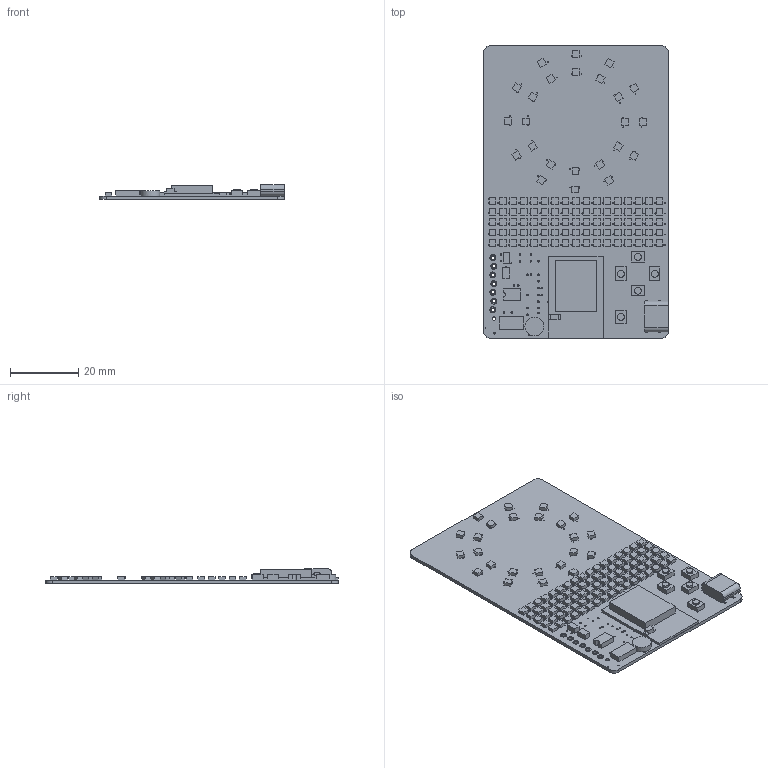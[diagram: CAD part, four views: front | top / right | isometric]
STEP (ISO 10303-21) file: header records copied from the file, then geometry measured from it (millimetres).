
FILE_DESCRIPTION(/* description */ (''),/* implementation_level */ '2;1');
FILE_NAME(/* name */ 'pcb.step',/* time_stamp */ '2021-10-10T13:19:53-05:00',/* author */ (''),/* organization */ (''),/* preprocessor_version */ 'ST-DEVELOPER v18.1',/* originating_system */ 'Autodesk Translation Framework v10.10.0.1391',/* authorisation */ '');
FILE_SCHEMA (('AUTOMOTIVE_DESIGN { 1 0 10303 214 3 1 1 }'));
Length unit declared in the file: millimetre
Products named in the file (3): Case Final; CardClock; PCB
Assembly tree (2 placements, depth 3):
  Case Final
    CardClock
      PCB
Bounding box: 54 x 85.5 x 4.35 mm (x, y, z)
Volume: 6178.8 mm3; surface area: 11307.4 mm2
Topology: 8 solids, 8 shells, 1117 faces, 3041 edges, 1948 vertices
Faces by surface type: plane 783, cylinder 334
Full cylindrical faces by diameter (mm): 0.152 x1, 0.222 x109, 0.254 x1, 0.4 x1, 0.45 x145, 1.03 x8, 1.7 x7, 1.751 x7, 1.984 x5, 5.5 x1
Entity records: 36289 total; most frequent: DIRECTION 6193, CARTESIAN_POINT 6111, ORIENTED_EDGE 6082, EDGE_CURVE 3041, LINE 2133, VECTOR 2133, AXIS2_PLACEMENT_3D 2030, VERTEX_POINT 1948
